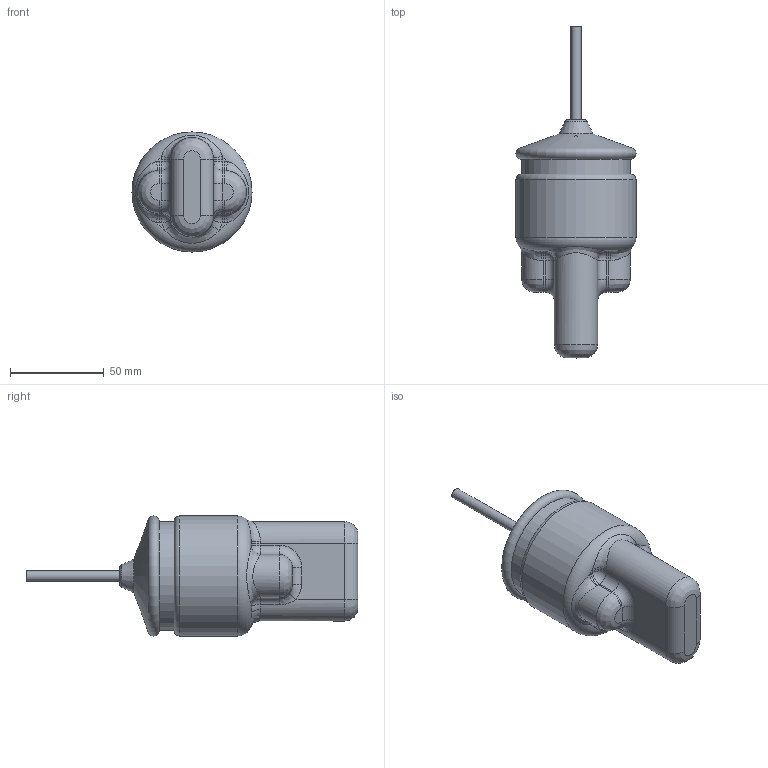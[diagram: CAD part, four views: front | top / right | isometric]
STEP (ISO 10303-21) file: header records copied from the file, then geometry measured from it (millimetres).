
FILE_DESCRIPTION(/* description */ (''),/* implementation_level */ '2;1');
FILE_NAME(/* name */ '11111111 v1.step',/* time_stamp */ '2019-03-04T15:31:20+04:00',/* author */ ('s.dmitriev8LGZ2'),/* organization */ (''),/* preprocessor_version */ 'ST-DEVELOPER v17.2',/* originating_system */ 'Autodesk Translation Framework v7.6.0.251',/* authorisation */ '');
FILE_SCHEMA (('AUTOMOTIVE_DESIGN { 1 0 10303 214 3 1 1 }'));
Length unit declared in the file: millimetre
Products named in the file (1): 11111111
Bounding box: 64 x 177 x 64 mm (x, y, z)
Volume: 258433.1 mm3; surface area: 25863.6 mm2
Topology: 1 solids, 1 shells, 74 faces, 176 edges, 104 vertices
Faces by surface type: cylinder 26, plane 16, torus 16, bspline 10, sphere 4, cone 2
Full cylindrical faces by diameter (mm): 2 x1, 5.5 x1, 58 x1, 64 x1
Entity records: 4871 total; most frequent: CARTESIAN_POINT 3106, DIRECTION 398, ORIENTED_EDGE 348, EDGE_CURVE 174, AXIS2_PLACEMENT_3D 174, CIRCLE 109, VERTEX_POINT 104, EDGE_LOOP 76
